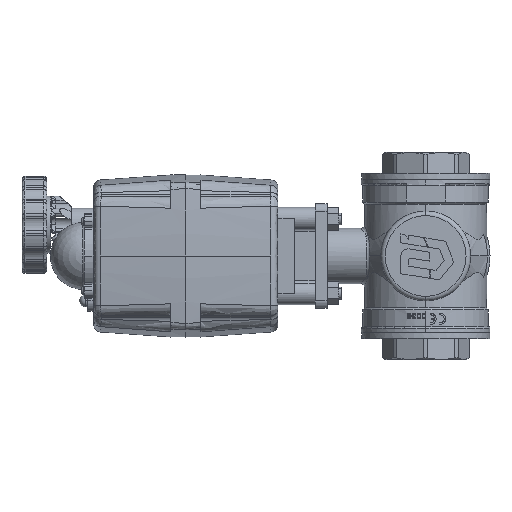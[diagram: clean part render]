
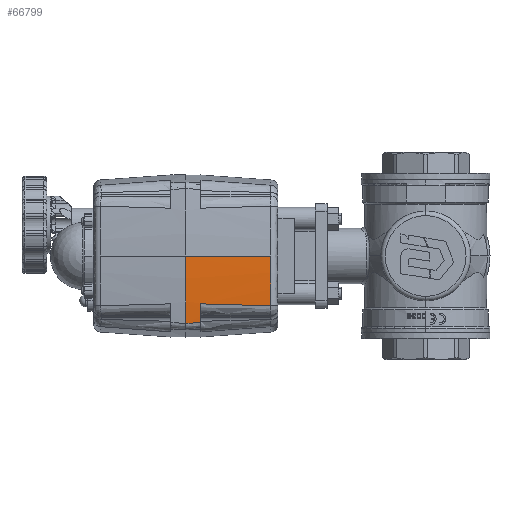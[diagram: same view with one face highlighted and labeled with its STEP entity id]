
A CAD part, left-side view. The second image highlights one B-rep face of the part: STEP entity #66799.
In plain terms, the highlighted conical face has half-angle 4 degrees and reference radius 403.75 mm.
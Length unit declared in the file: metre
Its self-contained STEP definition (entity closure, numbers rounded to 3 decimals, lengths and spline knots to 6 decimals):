
#99 = CARTESIAN_POINT ( 'NONE',  ( 0.313986, 0.119002, 0.152854 ) ) ;
#319 = EDGE_CURVE ( 'NONE', #69288, #56039, #71137, .T. ) ;
#2519 = CARTESIAN_POINT ( 'NONE',  ( -0.084401, 0.062153, 0.119577 ) ) ;
#6792 = VERTEX_POINT ( 'NONE', #95527 ) ;
#6801 = CARTESIAN_POINT ( 'NONE',  ( -0.085778, 0.081003, 0.120228 ) ) ;
#7796 = CARTESIAN_POINT ( 'NONE',  ( -0.085542, 0.077757, 0.12013 ) ) ;
#8545 = VECTOR ( 'NONE', #18092, 1. ) ;
#9742 = EDGE_CURVE ( 'NONE', #56402, #6792, #60233, .T. ) ;
#13878 = CARTESIAN_POINT ( 'NONE',  ( -0.086605, 0.109002, 0.108396 ) ) ;
#14217 = EDGE_CURVE ( 'NONE', #44700, #69288, #39353, .T. ) ;
#14607 = CARTESIAN_POINT ( 'NONE',  ( -0.086658, 0.109832, 0.108345 ) ) ;
#14809 = CONICAL_SURFACE ( 'NONE', #66358, 0.40375, 0.07 ) ;
#14880 = CARTESIAN_POINT ( 'NONE',  ( -0.087574, 0.105946, 0.120809 ) ) ;
#15257 = AXIS2_PLACEMENT_3D ( 'NONE', #30270, #30763, #60969 ) ;
#17733 = AXIS2_PLACEMENT_3D ( 'NONE', #99, #30844, #92371 ) ;
#18092 = DIRECTION ( 'NONE',  ( -0.07, 0.998, 0. ) ) ;
#19666 = EDGE_LOOP ( 'NONE', ( #43839, #22952, #78640, #48089, #38535, #87835 ) ) ;
#22430 = CARTESIAN_POINT ( 'NONE',  ( -0.089764, 0.119002, 0.152854 ) ) ;
#22657 = CARTESIAN_POINT ( 'NONE',  ( -0.087241, 0.119002, 0.107787 ) ) ;
#22952 = ORIENTED_EDGE ( 'NONE', *, *, #69245, .T. ) ;
#24609 = CARTESIAN_POINT ( 'NONE',  ( -0.089764, 0.119002, 0.152854 ) ) ;
#30270 = CARTESIAN_POINT ( 'NONE',  ( 0.313986, 0.062153, 0.152854 ) ) ;
#30763 = DIRECTION ( 'NONE',  ( 0., -1., 0. ) ) ;
#30844 = DIRECTION ( 'NONE',  ( 0., 1., 0. ) ) ;
#36556 = CARTESIAN_POINT ( 'NONE',  ( -0.085228, 0.073448, 0.119989 ) ) ;
#37529 = CARTESIAN_POINT ( 'NONE',  ( -0.084949, 0.06962, 0.119858 ) ) ;
#37715 = FACE_OUTER_BOUND ( 'NONE', #19666, .T. ) ;
#38535 = ORIENTED_EDGE ( 'NONE', *, *, #44319, .F. ) ;
#39353 = CIRCLE ( 'NONE', #15257, 0.399775 ) ;
#43839 = ORIENTED_EDGE ( 'NONE', *, *, #14217, .F. ) ;
#44319 = EDGE_CURVE ( 'NONE', #56039, #56402, #78588, .T. ) ;
#44579 = CARTESIAN_POINT ( 'NONE',  ( -0.084824, 0.067919, 0.119797 ) ) ;
#44700 = VERTEX_POINT ( 'NONE', #49961 ) ;
#45288 = CARTESIAN_POINT ( 'NONE',  ( -0.086711, 0.110661, 0.108295 ) ) ;
#45763 = DIRECTION ( 'NONE',  ( 0., 1., 0. ) ) ;
#46693 = DIRECTION ( 'NONE',  ( -1., 0., 0. ) ) ;
#48089 = ORIENTED_EDGE ( 'NONE', *, *, #9742, .F. ) ;
#49961 = CARTESIAN_POINT ( 'NONE',  ( -0.085789, 0.062153, 0.152854 ) ) ;
#53597 = CARTESIAN_POINT ( 'NONE',  ( -0.086389, 0.089444, 0.120461 ) ) ;
#55560 = EDGE_CURVE ( 'NONE', #6792, #57893, #61121, .T. ) ;
#56039 = VERTEX_POINT ( 'NONE', #66927 ) ;
#56402 = VERTEX_POINT ( 'NONE', #13878 ) ;
#57893 = VERTEX_POINT ( 'NONE', #22430 ) ;
#59852 = DIRECTION ( 'NONE',  ( 0., -1., 0. ) ) ;
#60233 = B_SPLINE_CURVE_WITH_KNOTS ( 'NONE', 3,
 ( #83647, #14607, #45288, #76071, #68496, #22657 ),
 .UNSPECIFIED., .F., .F.,
 ( 4, 2, 4 ),
 ( 5.021975, 7.521071, 15.060303 ),
 .UNSPECIFIED. ) ;
#60969 = DIRECTION ( 'NONE',  ( -1., 0., 0. ) ) ;
#61121 = CIRCLE ( 'NONE', #17733, 0.40375 ) ;
#63993 = CARTESIAN_POINT ( 'NONE',  ( -0.0846, 0.064863, 0.119683 ) ) ;
#66358 = AXIS2_PLACEMENT_3D ( 'NONE', #76056, #45763, #97850 ) ;
#66799 = ADVANCED_FACE ( 'NONE', ( #37715 ), #14809, .T. ) ;
#66927 = CARTESIAN_POINT ( 'NONE',  ( -0.087793, 0.109002, 0.120859 ) ) ;
#68496 = CARTESIAN_POINT ( 'NONE',  ( -0.087082, 0.116498, 0.107939 ) ) ;
#69245 = EDGE_CURVE ( 'NONE', #44700, #57893, #78034, .T. ) ;
#69277 = CARTESIAN_POINT ( 'NONE',  ( -0.086763, 0.094639, 0.120585 ) ) ;
#69288 = VERTEX_POINT ( 'NONE', #70996 ) ;
#70996 = CARTESIAN_POINT ( 'NONE',  ( -0.084401, 0.062153, 0.119577 ) ) ;
#71137 = B_SPLINE_CURVE_WITH_KNOTS ( 'NONE', 3,
 ( #2519, #94843, #63993, #44579, #37529, #91561, #36556, #7796, #6801, #53597, #69277, #91049, #14880, #98160 ),
 .UNSPECIFIED., .F., .F.,
 ( 4, 2, 2, 2, 2, 2, 4 ),
 ( 17.955626, 22.034186, 27.154345, 30.354444, 40.122707, 55.751927, 64.944127 ),
 .UNSPECIFIED. ) ;
#76056 = CARTESIAN_POINT ( 'NONE',  ( 0.313986, 0.119002, 0.152854 ) ) ;
#76071 = CARTESIAN_POINT ( 'NONE',  ( -0.086923, 0.113995, 0.108092 ) ) ;
#78034 = LINE ( 'NONE', #24609, #8545 ) ;
#78588 = CIRCLE ( 'NONE', #91536, 0.403051 ) ;
#78640 = ORIENTED_EDGE ( 'NONE', *, *, #55560, .F. ) ;
#83647 = CARTESIAN_POINT ( 'NONE',  ( -0.086605, 0.109002, 0.108396 ) ) ;
#87835 = ORIENTED_EDGE ( 'NONE', *, *, #319, .F. ) ;
#91049 = CARTESIAN_POINT ( 'NONE',  ( -0.087355, 0.10289, 0.120753 ) ) ;
#91168 = CARTESIAN_POINT ( 'NONE',  ( 0.313986, 0.109002, 0.152854 ) ) ;
#91536 = AXIS2_PLACEMENT_3D ( 'NONE', #91168, #59852, #46693 ) ;
#91561 = CARTESIAN_POINT ( 'NONE',  ( -0.08515, 0.072384, 0.119954 ) ) ;
#92371 = DIRECTION ( 'NONE',  ( -1., 0., 0. ) ) ;
#94843 = CARTESIAN_POINT ( 'NONE',  ( -0.084501, 0.063508, 0.119631 ) ) ;
#95527 = CARTESIAN_POINT ( 'NONE',  ( -0.087241, 0.119002, 0.107787 ) ) ;
#97850 = DIRECTION ( 'NONE',  ( -1., 0., 0. ) ) ;
#98160 = CARTESIAN_POINT ( 'NONE',  ( -0.087793, 0.109002, 0.120859 ) ) ;
